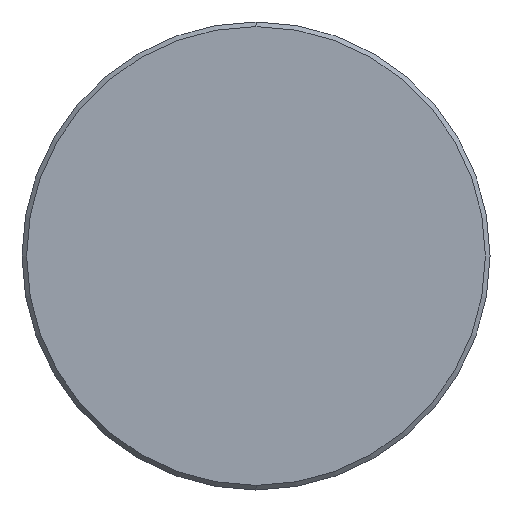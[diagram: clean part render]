
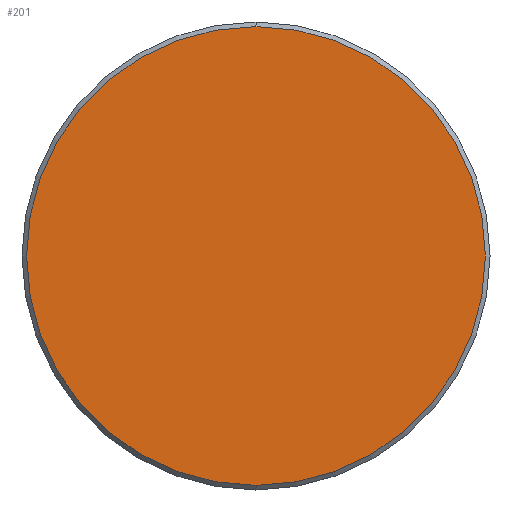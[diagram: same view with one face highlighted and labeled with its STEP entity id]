
A CAD part, left-side view. The second image highlights one B-rep face of the part: STEP entity #201.
In plain terms, the highlighted planar face has unit normal (-1, 0, 0).
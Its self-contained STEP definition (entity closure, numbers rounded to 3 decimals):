
#22 = DIRECTION ( 'NONE',  ( 0., 0., -1. ) ) ;
#37 = AXIS2_PLACEMENT_3D ( 'NONE', #181, #258, #291 ) ;
#44 = CARTESIAN_POINT ( 'NONE',  ( -3.55, 0., 12.45 ) ) ;
#54 = AXIS2_PLACEMENT_3D ( 'NONE', #164, #197, #128 ) ;
#59 = VERTEX_POINT ( 'NONE', #44 ) ;
#65 = PLANE ( 'NONE',  #131 ) ;
#92 = ORIENTED_EDGE ( 'NONE', *, *, #253, .T. ) ;
#104 = VERTEX_POINT ( 'NONE', #228 ) ;
#126 = CIRCLE ( 'NONE', #54, 12.45 ) ;
#128 = DIRECTION ( 'NONE',  ( 0., 0., -1. ) ) ;
#131 = AXIS2_PLACEMENT_3D ( 'NONE', #207, #243, #22 ) ;
#164 = CARTESIAN_POINT ( 'NONE',  ( -3.55, 0., 0. ) ) ;
#181 = CARTESIAN_POINT ( 'NONE',  ( -3.55, 0., 0. ) ) ;
#197 = DIRECTION ( 'NONE',  ( -1., 0., 0. ) ) ;
#201 = ADVANCED_FACE ( 'NONE', ( #267 ), #65, .F. ) ;
#207 = CARTESIAN_POINT ( 'NONE',  ( -3.55, 0., 0. ) ) ;
#228 = CARTESIAN_POINT ( 'NONE',  ( -3.55, 0., -12.45 ) ) ;
#233 = EDGE_CURVE ( 'NONE', #59, #104, #126, .T. ) ;
#243 = DIRECTION ( 'NONE',  ( 1., 0., 0. ) ) ;
#251 = CIRCLE ( 'NONE', #37, 12.45 ) ;
#253 = EDGE_CURVE ( 'NONE', #104, #59, #251, .T. ) ;
#256 = ORIENTED_EDGE ( 'NONE', *, *, #233, .T. ) ;
#258 = DIRECTION ( 'NONE',  ( -1., 0., 0. ) ) ;
#267 = FACE_OUTER_BOUND ( 'NONE', #284, .T. ) ;
#284 = EDGE_LOOP ( 'NONE', ( #92, #256 ) ) ;
#291 = DIRECTION ( 'NONE',  ( 0., 0., -1. ) ) ;
